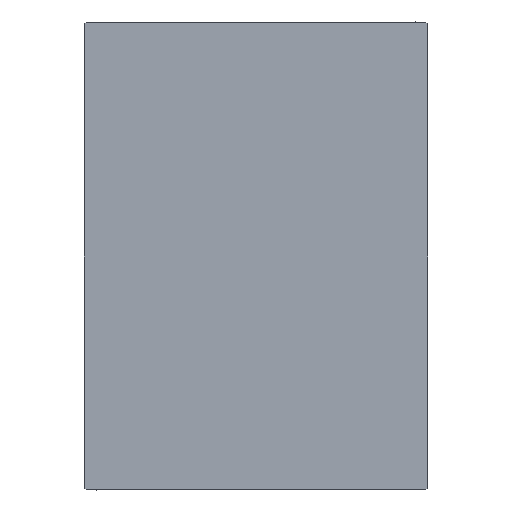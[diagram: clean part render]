
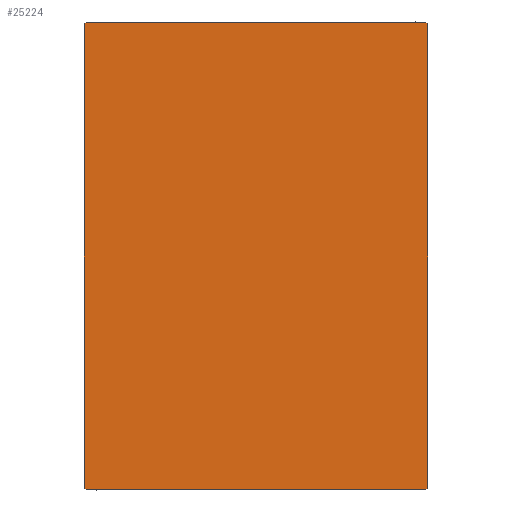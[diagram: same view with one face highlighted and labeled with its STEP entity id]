
A CAD part, left-side view. The second image highlights one B-rep face of the part: STEP entity #25224.
In plain terms, the highlighted face is planar.
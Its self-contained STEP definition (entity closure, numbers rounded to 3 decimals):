
#49 = LINE ( 'NONE', #36497, #624 ) ;
#624 = VECTOR ( 'NONE', #26579, 1000. ) ;
#1284 = CARTESIAN_POINT ( 'NONE',  ( 135., -32.35, -32.35 ) ) ;
#4096 = VECTOR ( 'NONE', #6251, 1000. ) ;
#5144 = ORIENTED_EDGE ( 'NONE', *, *, #21562, .T. ) ;
#6251 = DIRECTION ( 'NONE',  ( 0., 0.707, 0.707 ) ) ;
#6698 = LINE ( 'NONE', #29889, #4096 ) ;
#7171 = AXIS2_PLACEMENT_3D ( 'NONE', #9175, #39192, #23301 ) ;
#7793 = VECTOR ( 'NONE', #21411, 1000. ) ;
#8159 = LINE ( 'NONE', #1284, #7793 ) ;
#9019 = VECTOR ( 'NONE', #16966, 1000. ) ;
#9175 = CARTESIAN_POINT ( 'NONE',  ( 135., 0., 0. ) ) ;
#10298 = CARTESIAN_POINT ( 'NONE',  ( 135., -27.5, -37.2 ) ) ;
#10629 = CARTESIAN_POINT ( 'NONE',  ( 135., 27.2, -37.5 ) ) ;
#11235 = ORIENTED_EDGE ( 'NONE', *, *, #13149, .T. ) ;
#11599 = CARTESIAN_POINT ( 'NONE',  ( 135., 27.2, 37.5 ) ) ;
#11849 = EDGE_CURVE ( 'NONE', #34013, #40850, #6698, .T. ) ;
#11856 = DIRECTION ( 'NONE',  ( 0., -1., 0. ) ) ;
#12691 = VECTOR ( 'NONE', #11856, 1000. ) ;
#13108 = CARTESIAN_POINT ( 'NONE',  ( 135., -27.5, 37.2 ) ) ;
#13149 = EDGE_CURVE ( 'NONE', #21254, #23845, #25169, .T. ) ;
#14036 = DIRECTION ( 'NONE',  ( 0., 0., -1. ) ) ;
#14680 = ORIENTED_EDGE ( 'NONE', *, *, #33613, .T. ) ;
#14847 = EDGE_CURVE ( 'NONE', #40850, #21254, #26250, .T. ) ;
#15010 = CARTESIAN_POINT ( 'NONE',  ( 135., 32.35, 32.35 ) ) ;
#16156 = CARTESIAN_POINT ( 'NONE',  ( 135., -27.2, -37.5 ) ) ;
#16229 = VERTEX_POINT ( 'NONE', #13108 ) ;
#16296 = CARTESIAN_POINT ( 'NONE',  ( 135., 27.5, -37.5 ) ) ;
#16966 = DIRECTION ( 'NONE',  ( 0., 0., 1. ) ) ;
#17322 = ORIENTED_EDGE ( 'NONE', *, *, #34302, .T. ) ;
#18837 = CARTESIAN_POINT ( 'NONE',  ( 135., -27.5, -37.5 ) ) ;
#21254 = VERTEX_POINT ( 'NONE', #28620 ) ;
#21364 = CARTESIAN_POINT ( 'NONE',  ( 135., 27.5, 37.5 ) ) ;
#21411 = DIRECTION ( 'NONE',  ( 0., 0.707, -0.707 ) ) ;
#21562 = EDGE_CURVE ( 'NONE', #16229, #34636, #36778, .T. ) ;
#22366 = EDGE_CURVE ( 'NONE', #34636, #37150, #8159, .T. ) ;
#22478 = VECTOR ( 'NONE', #32218, 1000. ) ;
#23301 = DIRECTION ( 'NONE',  ( 0., 0., -1. ) ) ;
#23753 = CARTESIAN_POINT ( 'NONE',  ( 135., -27.5, 37.5 ) ) ;
#23845 = VERTEX_POINT ( 'NONE', #11599 ) ;
#24389 = VERTEX_POINT ( 'NONE', #33443 ) ;
#25169 = LINE ( 'NONE', #15010, #22478 ) ;
#25224 = ADVANCED_FACE ( 'NONE', ( #43161 ), #25740, .T. ) ;
#25740 = PLANE ( 'NONE',  #7171 ) ;
#25954 = ORIENTED_EDGE ( 'NONE', *, *, #14847, .T. ) ;
#26250 = LINE ( 'NONE', #16296, #9019 ) ;
#26579 = DIRECTION ( 'NONE',  ( 0., -0.707, -0.707 ) ) ;
#27119 = VECTOR ( 'NONE', #32521, 1000. ) ;
#28610 = EDGE_CURVE ( 'NONE', #37150, #34013, #33181, .T. ) ;
#28620 = CARTESIAN_POINT ( 'NONE',  ( 135., 27.5, 37.2 ) ) ;
#29818 = EDGE_LOOP ( 'NONE', ( #31465, #33563, #25954, #11235, #17322, #14680, #5144, #37786 ) ) ;
#29889 = CARTESIAN_POINT ( 'NONE',  ( 135., 32.35, -32.35 ) ) ;
#31465 = ORIENTED_EDGE ( 'NONE', *, *, #28610, .T. ) ;
#32218 = DIRECTION ( 'NONE',  ( 0., -0.707, 0.707 ) ) ;
#32441 = VECTOR ( 'NONE', #14036, 1000. ) ;
#32521 = DIRECTION ( 'NONE',  ( 0., 1., 0. ) ) ;
#33181 = LINE ( 'NONE', #18837, #27119 ) ;
#33443 = CARTESIAN_POINT ( 'NONE',  ( 135., -27.2, 37.5 ) ) ;
#33563 = ORIENTED_EDGE ( 'NONE', *, *, #11849, .T. ) ;
#33613 = EDGE_CURVE ( 'NONE', #24389, #16229, #49, .T. ) ;
#34013 = VERTEX_POINT ( 'NONE', #10629 ) ;
#34302 = EDGE_CURVE ( 'NONE', #23845, #24389, #42091, .T. ) ;
#34636 = VERTEX_POINT ( 'NONE', #10298 ) ;
#36497 = CARTESIAN_POINT ( 'NONE',  ( 135., -32.35, 32.35 ) ) ;
#36778 = LINE ( 'NONE', #23753, #32441 ) ;
#37150 = VERTEX_POINT ( 'NONE', #16156 ) ;
#37786 = ORIENTED_EDGE ( 'NONE', *, *, #22366, .T. ) ;
#39192 = DIRECTION ( 'NONE',  ( 1., 0., 0. ) ) ;
#40850 = VERTEX_POINT ( 'NONE', #43111 ) ;
#42091 = LINE ( 'NONE', #21364, #12691 ) ;
#43111 = CARTESIAN_POINT ( 'NONE',  ( 135., 27.5, -37.2 ) ) ;
#43161 = FACE_OUTER_BOUND ( 'NONE', #29818, .T. ) ;
